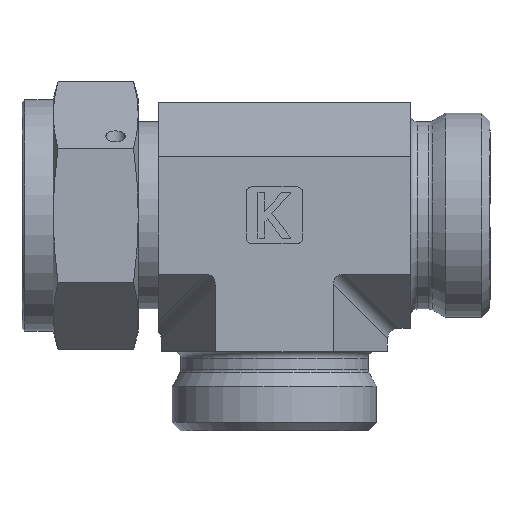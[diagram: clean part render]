
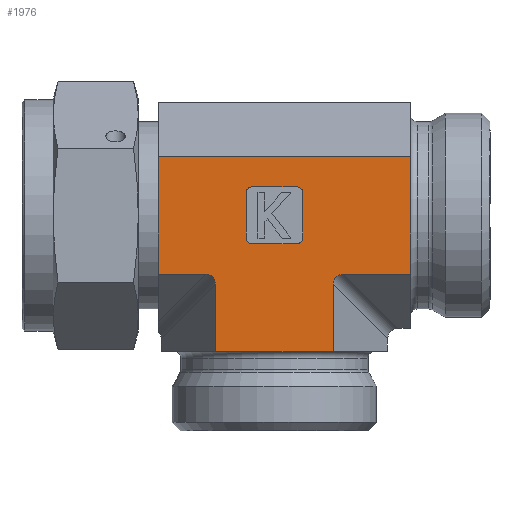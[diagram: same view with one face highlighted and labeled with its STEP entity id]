
A CAD part, left-side view. The second image highlights one B-rep face of the part: STEP entity #1976.
In plain terms, the highlighted planar face has unit normal (-1, 0, 0).
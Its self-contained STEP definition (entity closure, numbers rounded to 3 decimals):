
#79=ELLIPSE('',#2188,2.582,2.);
#84=ELLIPSE('',#2227,2.582,2.);
#93=LINE('',#2948,#205);
#111=LINE('',#3029,#223);
#117=LINE('',#3043,#229);
#120=LINE('',#3087,#232);
#128=LINE('',#3105,#240);
#131=LINE('',#3116,#243);
#170=LINE('',#3201,#282);
#176=LINE('',#3216,#288);
#180=LINE('',#3228,#292);
#183=LINE('',#3237,#295);
#189=LINE('',#3260,#301);
#190=LINE('',#3262,#302);
#205=VECTOR('',#2392,10.);
#223=VECTOR('',#2478,10.);
#229=VECTOR('',#2492,10.);
#232=VECTOR('',#2547,10.);
#240=VECTOR('',#2563,10.);
#243=VECTOR('',#2578,10.);
#282=VECTOR('',#2651,10.);
#288=VECTOR('',#2665,10.);
#292=VECTOR('',#2677,10.);
#295=VECTOR('',#2688,10.);
#301=VECTOR('',#2718,10.);
#302=VECTOR('',#2721,10.);
#368=PLANE('',#2232);
#453=FACE_BOUND('',#728,.T.);
#557=FACE_OUTER_BOUND('',#727,.T.);
#727=EDGE_LOOP('',(#1593,#1594,#1595,#1596,#1597,#1598,#1599,#1600,#1601,
#1602));
#728=EDGE_LOOP('',(#1603,#1604,#1605,#1606,#1607,#1608,#1609,#1610));
#824=CIRCLE('',#2205,1.);
#826=CIRCLE('',#2209,1.);
#828=CIRCLE('',#2213,1.);
#830=CIRCLE('',#2217,1.);
#878=VERTEX_POINT('',#2930);
#886=VERTEX_POINT('',#2946);
#914=VERTEX_POINT('',#3026);
#915=VERTEX_POINT('',#3028);
#919=VERTEX_POINT('',#3042);
#933=VERTEX_POINT('',#3084);
#934=VERTEX_POINT('',#3086);
#940=VERTEX_POINT('',#3104);
#942=VERTEX_POINT('',#3112);
#969=VERTEX_POINT('',#3194);
#970=VERTEX_POINT('',#3196);
#971=VERTEX_POINT('',#3200);
#975=VERTEX_POINT('',#3209);
#976=VERTEX_POINT('',#3211);
#979=VERTEX_POINT('',#3221);
#980=VERTEX_POINT('',#3223);
#982=VERTEX_POINT('',#3232);
#987=VERTEX_POINT('',#3252);
#1058=EDGE_CURVE('',#878,#886,#93,.T.);
#1092=EDGE_CURVE('',#915,#914,#111,.T.);
#1099=EDGE_CURVE('',#915,#919,#117,.T.);
#1115=EDGE_CURVE('',#934,#933,#120,.T.);
#1124=EDGE_CURVE('',#940,#934,#128,.T.);
#1128=EDGE_CURVE('',#919,#942,#79,.T.);
#1130=EDGE_CURVE('',#942,#886,#131,.T.);
#1169=EDGE_CURVE('',#969,#970,#824,.T.);
#1171=EDGE_CURVE('',#971,#970,#170,.T.);
#1176=EDGE_CURVE('',#975,#976,#826,.T.);
#1179=EDGE_CURVE('',#969,#976,#176,.T.);
#1182=EDGE_CURVE('',#979,#980,#828,.T.);
#1185=EDGE_CURVE('',#975,#980,#180,.T.);
#1187=EDGE_CURVE('',#971,#982,#830,.T.);
#1190=EDGE_CURVE('',#979,#982,#183,.T.);
#1197=EDGE_CURVE('',#940,#987,#84,.T.);
#1201=EDGE_CURVE('',#914,#987,#189,.T.);
#1202=EDGE_CURVE('',#878,#933,#190,.T.);
#1593=ORIENTED_EDGE('',*,*,#1058,.T.);
#1594=ORIENTED_EDGE('',*,*,#1130,.F.);
#1595=ORIENTED_EDGE('',*,*,#1128,.F.);
#1596=ORIENTED_EDGE('',*,*,#1099,.F.);
#1597=ORIENTED_EDGE('',*,*,#1092,.T.);
#1598=ORIENTED_EDGE('',*,*,#1201,.T.);
#1599=ORIENTED_EDGE('',*,*,#1197,.F.);
#1600=ORIENTED_EDGE('',*,*,#1124,.T.);
#1601=ORIENTED_EDGE('',*,*,#1115,.T.);
#1602=ORIENTED_EDGE('',*,*,#1202,.F.);
#1603=ORIENTED_EDGE('',*,*,#1185,.T.);
#1604=ORIENTED_EDGE('',*,*,#1182,.F.);
#1605=ORIENTED_EDGE('',*,*,#1190,.T.);
#1606=ORIENTED_EDGE('',*,*,#1187,.F.);
#1607=ORIENTED_EDGE('',*,*,#1171,.T.);
#1608=ORIENTED_EDGE('',*,*,#1169,.F.);
#1609=ORIENTED_EDGE('',*,*,#1179,.T.);
#1610=ORIENTED_EDGE('',*,*,#1176,.F.);
#1976=ADVANCED_FACE('',(#557,#453),#368,.T.);
#2188=AXIS2_PLACEMENT_3D('',#3113,#2573,#2574);
#2205=AXIS2_PLACEMENT_3D('',#3197,#2646,#2647);
#2209=AXIS2_PLACEMENT_3D('',#3212,#2659,#2660);
#2213=AXIS2_PLACEMENT_3D('',#3224,#2671,#2672);
#2217=AXIS2_PLACEMENT_3D('',#3233,#2682,#2683);
#2227=AXIS2_PLACEMENT_3D('',#3253,#2707,#2708);
#2232=AXIS2_PLACEMENT_3D('',#3263,#2722,#2723);
#2392=DIRECTION('',(0.,0.,-1.));
#2478=DIRECTION('',(0.,-1.,0.));
#2492=DIRECTION('',(0.,0.,1.));
#2547=DIRECTION('',(0.,0.,1.));
#2563=DIRECTION('',(0.,-1.,0.));
#2573=DIRECTION('center_axis',(-1.,0.,0.));
#2574=DIRECTION('ref_axis',(0.,-0.707,0.707));
#2578=DIRECTION('',(0.,1.,0.));
#2646=DIRECTION('center_axis',(-1.,0.,0.));
#2647=DIRECTION('ref_axis',(0.,-0.707,0.707));
#2651=DIRECTION('',(0.,-1.,0.));
#2659=DIRECTION('center_axis',(-1.,0.,0.));
#2660=DIRECTION('ref_axis',(0.,-0.707,-0.707));
#2665=DIRECTION('',(0.,0.,-1.));
#2671=DIRECTION('center_axis',(-1.,0.,0.));
#2672=DIRECTION('ref_axis',(0.,0.707,-0.707));
#2677=DIRECTION('',(0.,1.,0.));
#2682=DIRECTION('center_axis',(-1.,0.,0.));
#2683=DIRECTION('ref_axis',(0.,0.707,0.707));
#2688=DIRECTION('',(0.,0.,1.));
#2707=DIRECTION('center_axis',(-1.,0.,0.));
#2708=DIRECTION('ref_axis',(0.,0.707,0.707));
#2718=DIRECTION('',(0.,0.,1.));
#2721=DIRECTION('',(0.,-1.,0.));
#2722=DIRECTION('center_axis',(-1.,0.,0.));
#2723=DIRECTION('ref_axis',(0.,0.,1.));
#2930=CARTESIAN_POINT('',(-35.285,30.044,36.392));
#2946=CARTESIAN_POINT('',(-35.285,30.044,15.608));
#2948=CARTESIAN_POINT('',(-35.285,30.044,13.));
#3026=CARTESIAN_POINT('',(-35.285,-0.848,2.));
#3028=CARTESIAN_POINT('',(-35.285,19.936,2.));
#3029=CARTESIAN_POINT('',(-35.285,4.348,2.));
#3042=CARTESIAN_POINT('',(-35.285,19.936,13.876));
#3043=CARTESIAN_POINT('',(-35.285,19.936,0.));
#3084=CARTESIAN_POINT('',(-35.285,-14.456,36.392));
#3086=CARTESIAN_POINT('',(-35.285,-14.456,15.608));
#3087=CARTESIAN_POINT('',(-35.285,-14.456,13.));
#3104=CARTESIAN_POINT('',(-35.285,-2.58,15.608));
#3105=CARTESIAN_POINT('',(-35.285,9.544,15.608));
#3112=CARTESIAN_POINT('',(-35.285,21.668,15.608));
#3113=CARTESIAN_POINT('Origin',(-35.285,22.246,13.298));
#3116=CARTESIAN_POINT('',(-35.285,9.544,15.608));
#3194=CARTESIAN_POINT('',(-35.285,4.544,30.));
#3196=CARTESIAN_POINT('',(-35.285,5.544,31.));
#3197=CARTESIAN_POINT('Origin',(-35.285,5.544,30.));
#3200=CARTESIAN_POINT('',(-35.285,13.544,31.));
#3201=CARTESIAN_POINT('',(-35.285,1.848,31.));
#3209=CARTESIAN_POINT('',(-35.285,5.544,21.));
#3211=CARTESIAN_POINT('',(-35.285,4.544,22.));
#3212=CARTESIAN_POINT('Origin',(-35.285,5.544,22.));
#3216=CARTESIAN_POINT('',(-35.285,4.544,10.5));
#3221=CARTESIAN_POINT('',(-35.285,14.544,22.));
#3223=CARTESIAN_POINT('',(-35.285,13.544,21.));
#3224=CARTESIAN_POINT('Origin',(-35.285,13.544,22.));
#3228=CARTESIAN_POINT('',(-35.285,6.848,21.));
#3232=CARTESIAN_POINT('',(-35.285,14.544,30.));
#3233=CARTESIAN_POINT('Origin',(-35.285,13.544,30.));
#3237=CARTESIAN_POINT('',(-35.285,14.544,15.5));
#3252=CARTESIAN_POINT('',(-35.285,-0.848,13.876));
#3253=CARTESIAN_POINT('Origin',(-35.285,-3.158,13.298));
#3260=CARTESIAN_POINT('',(-35.285,-0.848,0.));
#3262=CARTESIAN_POINT('',(-35.285,9.544,36.392));
#3263=CARTESIAN_POINT('Origin',(-35.285,-0.848,0.));
